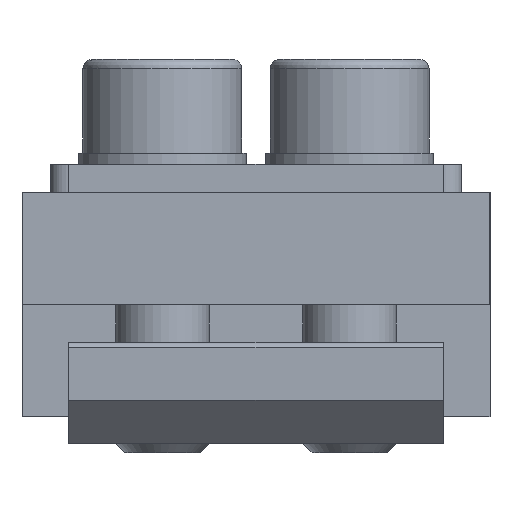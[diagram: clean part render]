
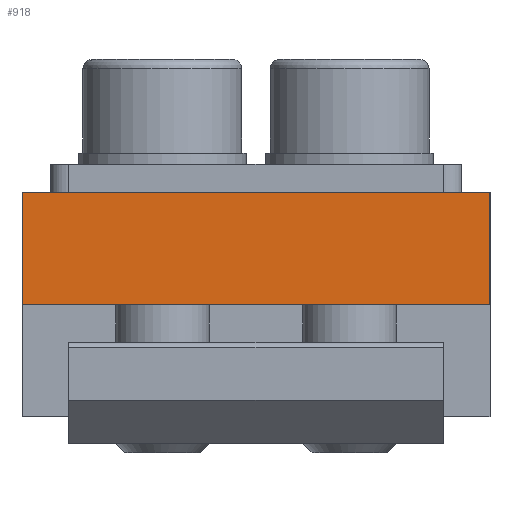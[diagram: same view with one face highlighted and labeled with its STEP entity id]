
A CAD part, left-side view. The second image highlights one B-rep face of the part: STEP entity #918.
In plain terms, the highlighted planar face has unit normal (-1, 0, 0).
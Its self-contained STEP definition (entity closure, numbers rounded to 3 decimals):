
#457=CARTESIAN_POINT('',(-92.0,12.5,0.));
#458=VERTEX_POINT('',#457);
#465=CARTESIAN_POINT('',(-92.0,12.5,6.));
#466=VERTEX_POINT('',#465);
#467=CARTESIAN_POINT('',(-92.0,12.5,0.));
#468=DIRECTION('',(0.0,0.0,1.0));
#469=VECTOR('',#468,6.);
#470=LINE('',#467,#469);
#471=EDGE_CURVE('',#458,#466,#470,.T.);
#609=CARTESIAN_POINT('',(-92.,-12.5,6.));
#610=VERTEX_POINT('',#609);
#611=CARTESIAN_POINT('',(-92.,-12.5,6.));
#612=DIRECTION('',(0.0,1.0,0.0));
#613=VECTOR('',#612,25.0);
#614=LINE('',#611,#613);
#615=EDGE_CURVE('',#610,#466,#614,.T.);
#789=CARTESIAN_POINT('',(-92.,-12.5,0.0));
#790=VERTEX_POINT('',#789);
#797=CARTESIAN_POINT('',(-92.0,12.5,0.));
#798=DIRECTION('',(0.0,-1.0,0.0));
#799=VECTOR('',#798,25.0);
#800=LINE('',#797,#799);
#801=EDGE_CURVE('',#458,#790,#800,.T.);
#902=CARTESIAN_POINT('',(-92.,-12.5,0.0));
#903=DIRECTION('',(-1.0,0.0,0.0));
#904=DIRECTION('',(0.0,0.0,1.0));
#905=AXIS2_PLACEMENT_3D('',#902,#903,#904);
#906=PLANE('',#905);
#907=ORIENTED_EDGE('',*,*,#801,.T.);
#908=CARTESIAN_POINT('',(-92.,-12.5,6.));
#909=DIRECTION('',(0.0,0.0,-1.0));
#910=VECTOR('',#909,6.);
#911=LINE('',#908,#910);
#912=EDGE_CURVE('',#610,#790,#911,.T.);
#913=ORIENTED_EDGE('',*,*,#912,.F.);
#914=ORIENTED_EDGE('',*,*,#615,.T.);
#915=ORIENTED_EDGE('',*,*,#471,.F.);
#916=EDGE_LOOP('',(#907,#913,#914,#915));
#917=FACE_OUTER_BOUND('',#916,.T.);
#918=ADVANCED_FACE('',(#917),#906,.T.);
